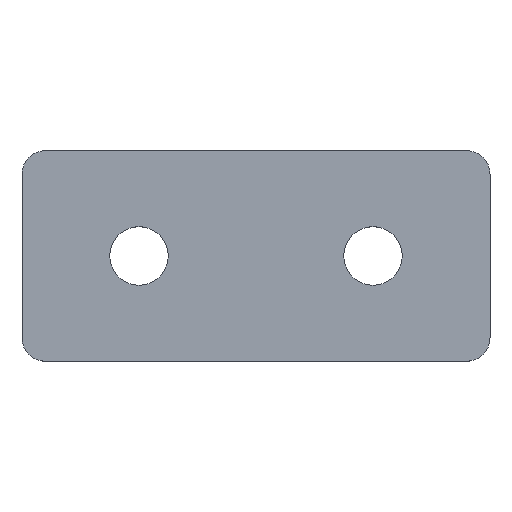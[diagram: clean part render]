
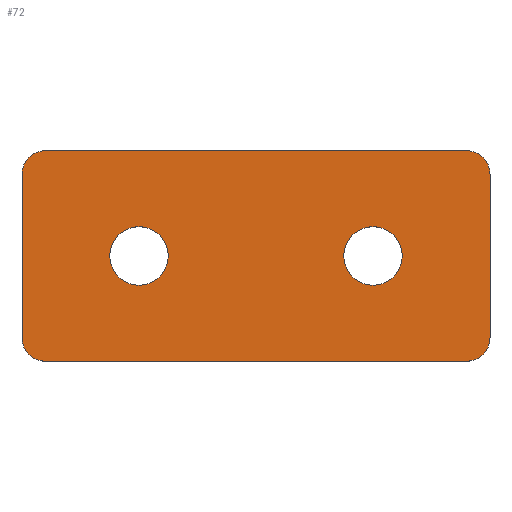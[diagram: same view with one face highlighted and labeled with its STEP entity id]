
A CAD part, top view. The second image highlights one B-rep face of the part: STEP entity #72.
In plain terms, the highlighted planar face has unit normal (0, 0, 1).
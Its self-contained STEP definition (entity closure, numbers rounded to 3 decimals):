
#2 = AXIS2_PLACEMENT_3D ( 'NONE', #351, #356, #395 ) ;
#7 = EDGE_CURVE ( 'NONE', #406, #288, #489, .T. ) ;
#10 = AXIS2_PLACEMENT_3D ( 'NONE', #296, #175, #293 ) ;
#12 = AXIS2_PLACEMENT_3D ( 'NONE', #205, #417, #279 ) ;
#14 = DIRECTION ( 'NONE',  ( 0., 0., 1. ) ) ;
#18 = VERTEX_POINT ( 'NONE', #343 ) ;
#19 = AXIS2_PLACEMENT_3D ( 'NONE', #304, #413, #375 ) ;
#22 = CARTESIAN_POINT ( 'NONE',  ( -12.5, 0., 4. ) ) ;
#24 = EDGE_LOOP ( 'NONE', ( #144, #323 ) ) ;
#25 = CIRCLE ( 'NONE', #154, 2.5 ) ;
#32 = CARTESIAN_POINT ( 'NONE',  ( -20., -9., 4. ) ) ;
#35 = CARTESIAN_POINT ( 'NONE',  ( -18., -9., 4. ) ) ;
#48 = EDGE_CURVE ( 'NONE', #210, #483, #75, .T. ) ;
#51 = CARTESIAN_POINT ( 'NONE',  ( 18., 7., 4. ) ) ;
#54 = VERTEX_POINT ( 'NONE', #239 ) ;
#57 = EDGE_LOOP ( 'NONE', ( #372, #292 ) ) ;
#60 = ORIENTED_EDGE ( 'NONE', *, *, #7, .T. ) ;
#62 = DIRECTION ( 'NONE',  ( -1., 0., 0. ) ) ;
#65 = LINE ( 'NONE', #380, #367 ) ;
#68 = CIRCLE ( 'NONE', #12, 2. ) ;
#71 = VERTEX_POINT ( 'NONE', #230 ) ;
#72 = ADVANCED_FACE ( 'NONE', ( #300, #442, #266 ), #407, .F. ) ;
#75 = LINE ( 'NONE', #32, #309 ) ;
#82 = VERTEX_POINT ( 'NONE', #103 ) ;
#86 = VECTOR ( 'NONE', #306, 1000. ) ;
#89 = ORIENTED_EDGE ( 'NONE', *, *, #485, .T. ) ;
#94 = CIRCLE ( 'NONE', #10, 2.5 ) ;
#95 = CARTESIAN_POINT ( 'NONE',  ( 18., -9., 4. ) ) ;
#99 = CARTESIAN_POINT ( 'NONE',  ( -20., 9., 4. ) ) ;
#101 = DIRECTION ( 'NONE',  ( 0., 0., -1. ) ) ;
#103 = CARTESIAN_POINT ( 'NONE',  ( 20., 7., 4. ) ) ;
#110 = DIRECTION ( 'NONE',  ( 0., 1., 0. ) ) ;
#126 = CIRCLE ( 'NONE', #173, 2.5 ) ;
#142 = EDGE_CURVE ( 'NONE', #483, #406, #68, .T. ) ;
#144 = ORIENTED_EDGE ( 'NONE', *, *, #257, .T. ) ;
#148 = CARTESIAN_POINT ( 'NONE',  ( 10., 0., 4. ) ) ;
#151 = CARTESIAN_POINT ( 'NONE',  ( -20., -9., 4. ) ) ;
#154 = AXIS2_PLACEMENT_3D ( 'NONE', #184, #331, #273 ) ;
#165 = DIRECTION ( 'NONE',  ( -1., 0., 0. ) ) ;
#173 = AXIS2_PLACEMENT_3D ( 'NONE', #433, #400, #62 ) ;
#175 = DIRECTION ( 'NONE',  ( 0., 0., -1. ) ) ;
#180 = ORIENTED_EDGE ( 'NONE', *, *, #364, .T. ) ;
#182 = ORIENTED_EDGE ( 'NONE', *, *, #213, .T. ) ;
#184 = CARTESIAN_POINT ( 'NONE',  ( -10., 0., 4. ) ) ;
#187 = CARTESIAN_POINT ( 'NONE',  ( -7.5, 0., 4. ) ) ;
#194 = DIRECTION ( 'NONE',  ( 0., -1., 0. ) ) ;
#204 = CARTESIAN_POINT ( 'NONE',  ( -20., 7., 4. ) ) ;
#205 = CARTESIAN_POINT ( 'NONE',  ( -18., -7., 4. ) ) ;
#210 = VERTEX_POINT ( 'NONE', #204 ) ;
#213 = EDGE_CURVE ( 'NONE', #288, #54, #291, .T. ) ;
#214 = AXIS2_PLACEMENT_3D ( 'NONE', #51, #14, #165 ) ;
#221 = LINE ( 'NONE', #99, #385 ) ;
#228 = VERTEX_POINT ( 'NONE', #22 ) ;
#230 = CARTESIAN_POINT ( 'NONE',  ( 18., 9., 4. ) ) ;
#239 = CARTESIAN_POINT ( 'NONE',  ( 20., -7., 4. ) ) ;
#244 = CIRCLE ( 'NONE', #19, 2. ) ;
#257 = EDGE_CURVE ( 'NONE', #416, #337, #126, .T. ) ;
#259 = EDGE_LOOP ( 'NONE', ( #450, #89, #180, #429, #265, #469, #60, #182 ) ) ;
#265 = ORIENTED_EDGE ( 'NONE', *, *, #48, .T. ) ;
#266 = FACE_OUTER_BOUND ( 'NONE', #259, .T. ) ;
#267 = DIRECTION ( 'NONE',  ( -1., 0., 0. ) ) ;
#273 = DIRECTION ( 'NONE',  ( -1., 0., 0. ) ) ;
#279 = DIRECTION ( 'NONE',  ( -1., 0., 0. ) ) ;
#284 = AXIS2_PLACEMENT_3D ( 'NONE', #148, #101, #267 ) ;
#288 = VERTEX_POINT ( 'NONE', #95 ) ;
#291 = CIRCLE ( 'NONE', #2, 2. ) ;
#292 = ORIENTED_EDGE ( 'NONE', *, *, #314, .T. ) ;
#293 = DIRECTION ( 'NONE',  ( -1., 0., 0. ) ) ;
#296 = CARTESIAN_POINT ( 'NONE',  ( -10., 0., 4. ) ) ;
#297 = DIRECTION ( 'NONE',  ( -1., 0., 0. ) ) ;
#300 = FACE_BOUND ( 'NONE', #57, .T. ) ;
#304 = CARTESIAN_POINT ( 'NONE',  ( -18., 7., 4. ) ) ;
#306 = DIRECTION ( 'NONE',  ( 1., 0., 0. ) ) ;
#307 = CIRCLE ( 'NONE', #284, 2.5 ) ;
#309 = VECTOR ( 'NONE', #194, 1000. ) ;
#314 = EDGE_CURVE ( 'NONE', #228, #462, #94, .T. ) ;
#323 = ORIENTED_EDGE ( 'NONE', *, *, #449, .T. ) ;
#331 = DIRECTION ( 'NONE',  ( 0., 0., -1. ) ) ;
#337 = VERTEX_POINT ( 'NONE', #428 ) ;
#339 = DIRECTION ( 'NONE',  ( -1., 0., 0. ) ) ;
#343 = CARTESIAN_POINT ( 'NONE',  ( -18., 9., 4. ) ) ;
#351 = CARTESIAN_POINT ( 'NONE',  ( 18., -7., 4. ) ) ;
#356 = DIRECTION ( 'NONE',  ( 0., 0., 1. ) ) ;
#359 = CARTESIAN_POINT ( 'NONE',  ( -20., -7., 4. ) ) ;
#364 = EDGE_CURVE ( 'NONE', #71, #18, #221, .T. ) ;
#367 = VECTOR ( 'NONE', #110, 1000. ) ;
#372 = ORIENTED_EDGE ( 'NONE', *, *, #421, .T. ) ;
#374 = DIRECTION ( 'NONE',  ( 0., 0., -1. ) ) ;
#375 = DIRECTION ( 'NONE',  ( -1., 0., 0. ) ) ;
#377 = CIRCLE ( 'NONE', #214, 2. ) ;
#380 = CARTESIAN_POINT ( 'NONE',  ( 20., -9., 4. ) ) ;
#384 = EDGE_CURVE ( 'NONE', #18, #210, #244, .T. ) ;
#385 = VECTOR ( 'NONE', #297, 1000. ) ;
#395 = DIRECTION ( 'NONE',  ( -1., 0., 0. ) ) ;
#400 = DIRECTION ( 'NONE',  ( 0., 0., -1. ) ) ;
#406 = VERTEX_POINT ( 'NONE', #35 ) ;
#407 = PLANE ( 'NONE',  #438 ) ;
#413 = DIRECTION ( 'NONE',  ( 0., 0., 1. ) ) ;
#416 = VERTEX_POINT ( 'NONE', #487 ) ;
#417 = DIRECTION ( 'NONE',  ( 0., 0., 1. ) ) ;
#421 = EDGE_CURVE ( 'NONE', #462, #228, #25, .T. ) ;
#428 = CARTESIAN_POINT ( 'NONE',  ( 7.5, 0., 4. ) ) ;
#429 = ORIENTED_EDGE ( 'NONE', *, *, #384, .T. ) ;
#433 = CARTESIAN_POINT ( 'NONE',  ( 10., 0., 4. ) ) ;
#438 = AXIS2_PLACEMENT_3D ( 'NONE', #476, #374, #339 ) ;
#442 = FACE_BOUND ( 'NONE', #24, .T. ) ;
#449 = EDGE_CURVE ( 'NONE', #337, #416, #307, .T. ) ;
#450 = ORIENTED_EDGE ( 'NONE', *, *, #480, .T. ) ;
#462 = VERTEX_POINT ( 'NONE', #187 ) ;
#469 = ORIENTED_EDGE ( 'NONE', *, *, #142, .T. ) ;
#476 = CARTESIAN_POINT ( 'NONE',  ( 0., 0., 4. ) ) ;
#480 = EDGE_CURVE ( 'NONE', #54, #82, #65, .T. ) ;
#483 = VERTEX_POINT ( 'NONE', #359 ) ;
#485 = EDGE_CURVE ( 'NONE', #82, #71, #377, .T. ) ;
#487 = CARTESIAN_POINT ( 'NONE',  ( 12.5, 0., 4. ) ) ;
#489 = LINE ( 'NONE', #151, #86 ) ;
